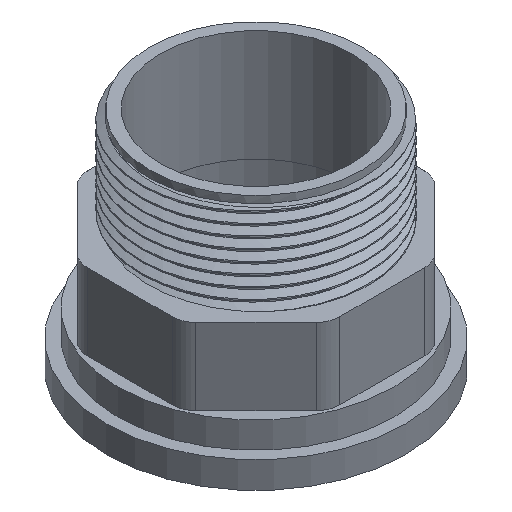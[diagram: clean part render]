
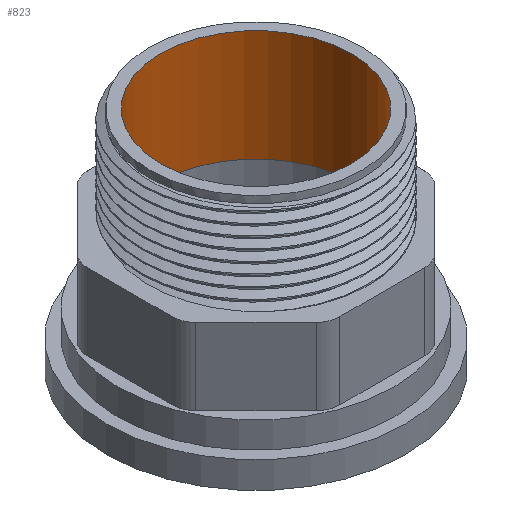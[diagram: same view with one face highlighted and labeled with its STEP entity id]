
A CAD part, isometric view. The second image highlights one B-rep face of the part: STEP entity #823.
In plain terms, the highlighted cylindrical face has radius 20.1 mm (diameter 40.2 mm), a full revolution.
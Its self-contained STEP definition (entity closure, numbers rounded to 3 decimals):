
#66=FACE_OUTER_BOUND('',#117,.T.);
#117=EDGE_LOOP('',(#675,#676,#677,#678));
#158=CIRCLE('',#902,20.1);
#159=CIRCLE('',#904,20.1);
#236=LINE('',#6866,#289);
#289=VECTOR('',#1059,20.1);
#378=VERTEX_POINT('',#6861);
#379=VERTEX_POINT('',#6864);
#484=EDGE_CURVE('',#378,#378,#158,.T.);
#485=EDGE_CURVE('',#379,#379,#159,.T.);
#486=EDGE_CURVE('',#379,#378,#236,.T.);
#675=ORIENTED_EDGE('',*,*,#485,.F.);
#676=ORIENTED_EDGE('',*,*,#486,.T.);
#677=ORIENTED_EDGE('',*,*,#484,.T.);
#678=ORIENTED_EDGE('',*,*,#486,.F.);
#786=CYLINDRICAL_SURFACE('',#903,20.1);
#823=ADVANCED_FACE('',(#66),#786,.F.);
#902=AXIS2_PLACEMENT_3D('',#6862,#1053,#1054);
#903=AXIS2_PLACEMENT_3D('',#6863,#1055,#1056);
#904=AXIS2_PLACEMENT_3D('',#6865,#1057,#1058);
#1053=DIRECTION('center_axis',(0.,0.,-1.));
#1054=DIRECTION('ref_axis',(0.,1.,0.));
#1055=DIRECTION('center_axis',(0.,0.,-1.));
#1056=DIRECTION('ref_axis',(0.,1.,0.));
#1057=DIRECTION('center_axis',(0.,0.,-1.));
#1058=DIRECTION('ref_axis',(0.,1.,0.));
#1059=DIRECTION('',(0.,0.,-1.));
#6861=CARTESIAN_POINT('',(0.,-20.1,24.));
#6862=CARTESIAN_POINT('Origin',(0.,0.,24.));
#6863=CARTESIAN_POINT('Origin',(0.,0.,52.737));
#6864=CARTESIAN_POINT('',(0.,-20.1,47.4));
#6865=CARTESIAN_POINT('Origin',(0.,0.,47.4));
#6866=CARTESIAN_POINT('',(0.,-20.1,52.737));
